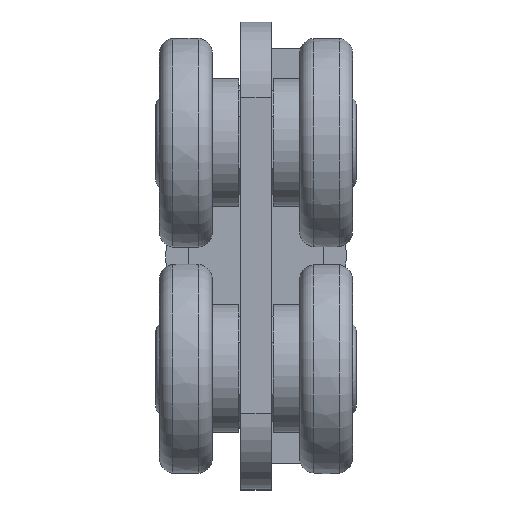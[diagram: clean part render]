
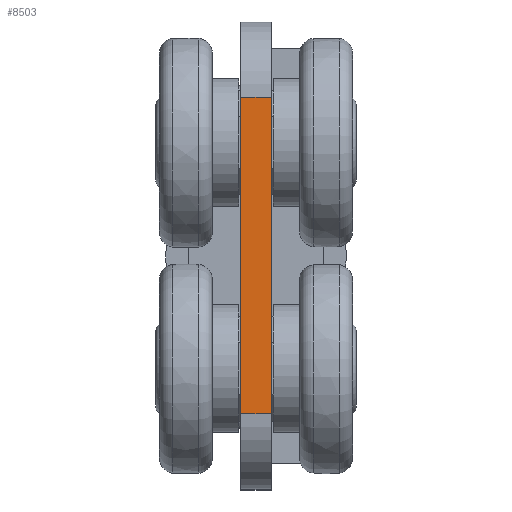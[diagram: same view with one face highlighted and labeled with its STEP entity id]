
A CAD part, top view. The second image highlights one B-rep face of the part: STEP entity #8503.
In plain terms, the highlighted planar face has unit normal (0, 0, 1).
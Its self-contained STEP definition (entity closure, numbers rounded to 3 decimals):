
#523=PLANE('',#9142);
#720=FACE_OUTER_BOUND('',#1235,.T.);
#1235=EDGE_LOOP('',(#5920,#5921,#5922,#5923));
#1791=LINE('',#13144,#2308);
#1820=LINE('',#13220,#2337);
#1853=LINE('',#13288,#2370);
#1855=LINE('',#13291,#2372);
#2308=VECTOR('',#10306,10.);
#2337=VECTOR('',#10367,10.);
#2370=VECTOR('',#10442,10.);
#2372=VECTOR('',#10446,10.);
#3495=VERTEX_POINT('',#13141);
#3496=VERTEX_POINT('',#13143);
#3526=VERTEX_POINT('',#13217);
#3527=VERTEX_POINT('',#13219);
#4461=EDGE_CURVE('',#3496,#3495,#1791,.T.);
#4500=EDGE_CURVE('',#3527,#3526,#1820,.T.);
#4534=EDGE_CURVE('',#3495,#3527,#1853,.T.);
#4536=EDGE_CURVE('',#3496,#3526,#1855,.T.);
#5920=ORIENTED_EDGE('',*,*,#4500,.T.);
#5921=ORIENTED_EDGE('',*,*,#4536,.F.);
#5922=ORIENTED_EDGE('',*,*,#4461,.T.);
#5923=ORIENTED_EDGE('',*,*,#4534,.T.);
#8503=ADVANCED_FACE('',(#720),#523,.T.);
#9142=AXIS2_PLACEMENT_3D('',#13290,#10444,#10445);
#10306=DIRECTION('',(0.,1.,0.));
#10367=DIRECTION('',(0.,-1.,0.));
#10442=DIRECTION('',(-1.,0.,0.));
#10444=DIRECTION('center_axis',(0.,0.,
1.));
#10445=DIRECTION('ref_axis',(-1.,0.,0.));
#10446=DIRECTION('',(-1.,0.,0.));
#13141=CARTESIAN_POINT('',(2.,21.,69.));
#13143=CARTESIAN_POINT('',(2.,-21.,69.));
#13144=CARTESIAN_POINT('',(2.,-21.,69.));
#13217=CARTESIAN_POINT('',(-2.,-21.,69.));
#13219=CARTESIAN_POINT('',(-2.,21.,69.));
#13220=CARTESIAN_POINT('',(-2.,-21.,69.));
#13288=CARTESIAN_POINT('',(2.,21.,69.));
#13290=CARTESIAN_POINT('Origin',(2.,0.,69.));
#13291=CARTESIAN_POINT('',(2.,-21.,69.));
